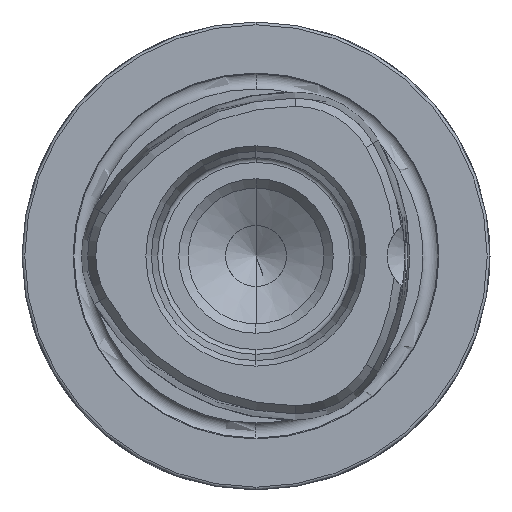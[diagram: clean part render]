
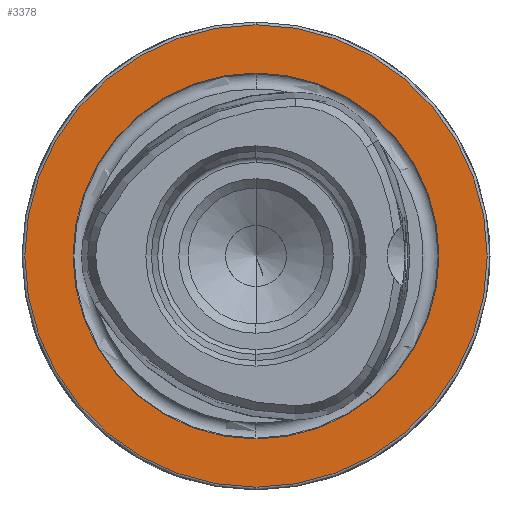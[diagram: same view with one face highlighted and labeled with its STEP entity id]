
A CAD part, left-side view. The second image highlights one B-rep face of the part: STEP entity #3378.
In plain terms, the highlighted planar face has unit normal (-1, 0, 0).
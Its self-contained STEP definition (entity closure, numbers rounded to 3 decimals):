
#327 = EDGE_CURVE ( 'NONE', #2586, #2584, #8326, .T. ) ;
#950 = EDGE_LOOP ( 'NONE', ( #7879, #7880 ) ) ;
#1288 = CARTESIAN_POINT ( 'NONE',  ( 0., 0., 0. ) ) ;
#1289 = DIRECTION ( 'NONE',  ( -1., 0., 0. ) ) ;
#1290 = DIRECTION ( 'NONE',  ( 0., 0., 1. ) ) ;
#1547 = CARTESIAN_POINT ( 'NONE',  ( 0., 0., 0. ) ) ;
#1548 = DIRECTION ( 'NONE',  ( -1., 0., 0. ) ) ;
#1549 = DIRECTION ( 'NONE',  ( 0., 0., 1. ) ) ;
#1888 = AXIS2_PLACEMENT_3D ( 'NONE', #1288, #1289, #1290 ) ;
#2320 = AXIS2_PLACEMENT_3D ( 'NONE', #8506, #8511, #8512 ) ;
#2429 = AXIS2_PLACEMENT_3D ( 'NONE', #3878, #3879, #3880 ) ;
#2430 = AXIS2_PLACEMENT_3D ( 'NONE', #3881, #3882, #3883 ) ;
#2568 = EDGE_LOOP ( 'NONE', ( #7881, #7882 ) ) ;
#2581 = VERTEX_POINT ( 'NONE', #9585 ) ;
#2582 = VERTEX_POINT ( 'NONE', #9612 ) ;
#2584 = VERTEX_POINT ( 'NONE', #9614 ) ;
#2586 = VERTEX_POINT ( 'NONE', #9616 ) ;
#2729 = EDGE_CURVE ( 'NONE', #2582, #2581, #6267, .T. ) ;
#2986 = AXIS2_PLACEMENT_3D ( 'NONE', #1547, #1548, #1549 ) ;
#3378 = ADVANCED_FACE ( 'NONE', ( #5099, #5107 ), #8509, .F. ) ;
#3878 = CARTESIAN_POINT ( 'NONE',  ( 0., 0., 0. ) ) ;
#3879 = DIRECTION ( 'NONE',  ( -1., 0., 0. ) ) ;
#3880 = DIRECTION ( 'NONE',  ( 0., 0., 1. ) ) ;
#3881 = CARTESIAN_POINT ( 'NONE',  ( 0., 0., 0. ) ) ;
#3882 = DIRECTION ( 'NONE',  ( -1., 0., 0. ) ) ;
#3883 = DIRECTION ( 'NONE',  ( 0., 0., 1. ) ) ;
#4404 = CIRCLE ( 'NONE', #2429, 24.7 ) ;
#4405 = CIRCLE ( 'NONE', #2430, 19.55 ) ;
#5099 = FACE_BOUND ( 'NONE', #950, .T. ) ;
#5107 = FACE_OUTER_BOUND ( 'NONE', #2568, .T. ) ;
#6267 = CIRCLE ( 'NONE', #1888, 24.7 ) ;
#7249 = EDGE_CURVE ( 'NONE', #2581, #2582, #4404, .T. ) ;
#7250 = EDGE_CURVE ( 'NONE', #2584, #2586, #4405, .T. ) ;
#7879 = ORIENTED_EDGE ( 'NONE', *, *, #7250, .F. ) ;
#7880 = ORIENTED_EDGE ( 'NONE', *, *, #327, .F. ) ;
#7881 = ORIENTED_EDGE ( 'NONE', *, *, #2729, .T. ) ;
#7882 = ORIENTED_EDGE ( 'NONE', *, *, #7249, .T. ) ;
#8326 = CIRCLE ( 'NONE', #2986, 19.55 ) ;
#8506 = CARTESIAN_POINT ( 'NONE',  ( 0., 19.55, 0. ) ) ;
#8509 = PLANE ( 'NONE',  #2320 ) ;
#8511 = DIRECTION ( 'NONE',  ( 1., 0., 0. ) ) ;
#8512 = DIRECTION ( 'NONE',  ( 0., 0., -1. ) ) ;
#9585 = CARTESIAN_POINT ( 'NONE',  ( 0., 0., -24.7 ) ) ;
#9612 = CARTESIAN_POINT ( 'NONE',  ( 0., 0., 24.7 ) ) ;
#9614 = CARTESIAN_POINT ( 'NONE',  ( 0., 0., 19.55 ) ) ;
#9616 = CARTESIAN_POINT ( 'NONE',  ( 0., 0., -19.55 ) ) ;
